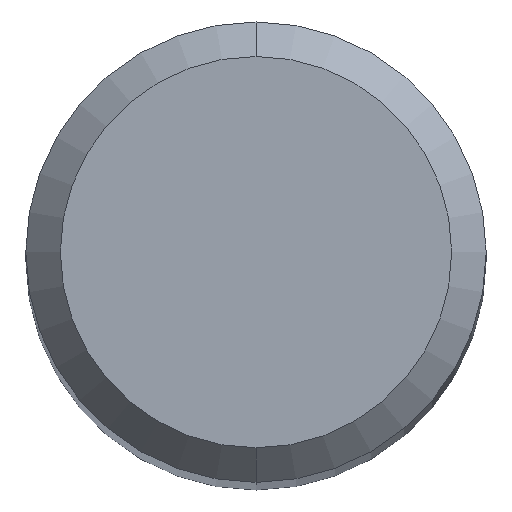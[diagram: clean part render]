
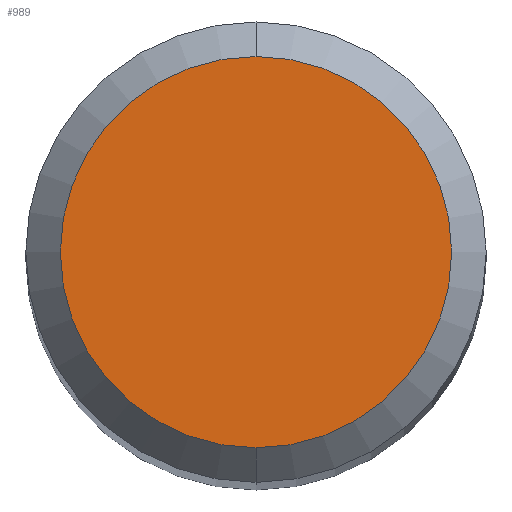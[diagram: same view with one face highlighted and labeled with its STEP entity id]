
A CAD part, top view. The second image highlights one B-rep face of the part: STEP entity #989.
In plain terms, the highlighted planar face has unit normal (0, 0, 1).
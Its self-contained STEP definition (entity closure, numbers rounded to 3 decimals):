
#373=VERTEX_POINT('',#1068);
#409=EDGE_CURVE('',#373,#959,#1107,.T.);
#959=VERTEX_POINT('',#1701);
#989=ADVANCED_FACE('',(#1736),#1737,.T.);
#1023=EDGE_CURVE('',#959,#373,#1777,.T.);
#1068=CARTESIAN_POINT('',(0.,-1.7,0.0));
#1107=CIRCLE('',#1921,1.7);
#1701=CARTESIAN_POINT('',(0.0,1.7,0.0));
#1736=FACE_OUTER_BOUND('',#4307,.T.);
#1737=PLANE('',#4308);
#1777=CIRCLE('',#4416,1.7);
#1921=AXIS2_PLACEMENT_3D('',#4576,#4577,#4578);
#4307=EDGE_LOOP('',(#5236,#5237));
#4308=AXIS2_PLACEMENT_3D('',#5238,#5239,#5240);
#4416=AXIS2_PLACEMENT_3D('',#5311,#5312,#5313);
#4576=CARTESIAN_POINT('',(0.0,0.0,0.0));
#4577=DIRECTION('',(0.0,0.0,-1.0));
#4578=DIRECTION('',(0.0,1.0,0.0));
#5236=ORIENTED_EDGE('',*,*,#1023,.F.);
#5237=ORIENTED_EDGE('',*,*,#409,.F.);
#5238=CARTESIAN_POINT('',(0.0,0.85,0.0));
#5239=DIRECTION('',(-0.0,0.0,1.0));
#5240=DIRECTION('',(0.0,-1.0,0.0));
#5311=CARTESIAN_POINT('',(0.0,0.0,0.0));
#5312=DIRECTION('',(0.0,0.0,-1.0));
#5313=DIRECTION('',(0.0,1.0,0.0));
